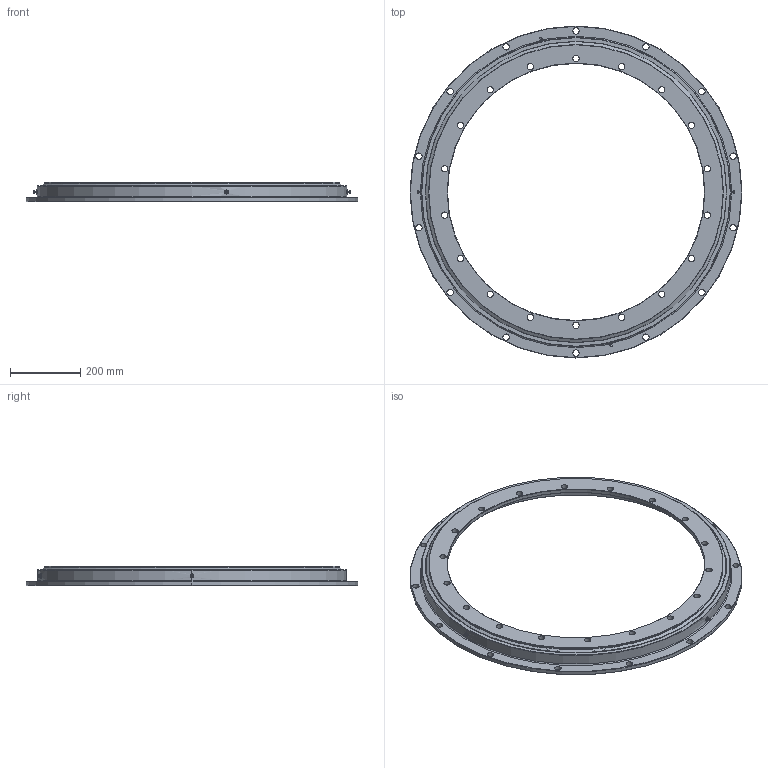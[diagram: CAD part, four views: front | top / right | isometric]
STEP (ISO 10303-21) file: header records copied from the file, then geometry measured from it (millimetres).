
FILE_DESCRIPTION (( 'STEP AP214' ), '1' );
FILE_NAME ('SD.950.20.00.C.STEP', '2016-04-07T15:20:13', ( '' ), ( '' ), 'SwSTEP 2.0', 'SolidWorks 2015', '' );
FILE_SCHEMA (( 'AUTOMOTIVE_DESIGN' ));
Length unit declared in the file: millimetre
Products named in the file (7): Grease nipple M10x1mm; A.948.B20C.A1N.0 - OR Seal; A.948.B20C.A1N.0 - IR Seal; Ball D20; A.948.B20C.A1N.0 - OR; A.948.B20C.A1N.0 - IR; SD.950.20.00.C
Assembly tree (122 placements, depth 2):
  SD.950.20.00.C
    A.948.B20C.A1N.0 - IR
    A.948.B20C.A1N.0 - OR
    Ball D20  x114
    A.948.B20C.A1N.0 - IR Seal
    A.948.B20C.A1N.0 - OR Seal
    Grease nipple M10x1mm  x4
Bounding box: 948 x 948 x 56 mm (x, y, z)
Volume: 6376096.4 mm3; surface area: 1502051 mm2
Topology: 122 solids, 122 shells, 554 faces, 1568 edges, 1040 vertices
Faces by surface type: sphere 228, cylinder 120, cone 102, plane 56, torus 48
Entity records: 8714 total; most frequent: CARTESIAN_POINT 1909, DIRECTION 1502, ORIENTED_EDGE 1112, AXIS2_PLACEMENT_3D 675, EDGE_CURVE 556, VERTEX_POINT 346, CIRCLE 324, EDGE_LOOP 312
